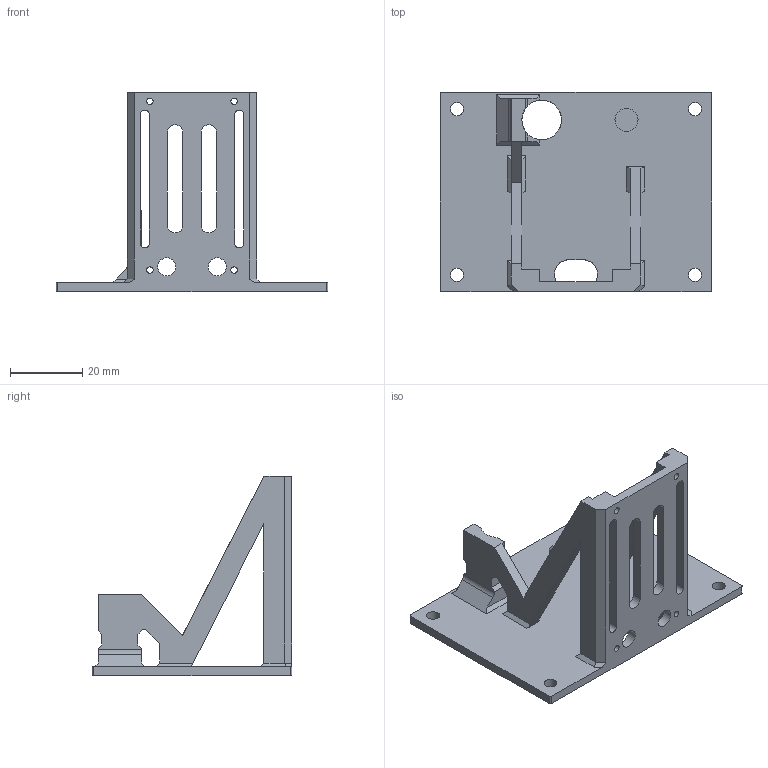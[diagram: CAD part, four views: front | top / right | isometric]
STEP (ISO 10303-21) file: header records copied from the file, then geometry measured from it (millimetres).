
FILE_DESCRIPTION(/* description */ (''),/* implementation_level */ '2;1');
FILE_NAME(/* name */ 'SR6 Tray Standard Beta1.step',/* time_stamp */ '2022-02-09T17:51:58+00:00',/* author */ (''),/* organization */ (''),/* preprocessor_version */ 'ST-DEVELOPER v18.1',/* originating_system */ 'Autodesk Translation Framework v10.13.0.1454',/* authorisation */ '');
FILE_SCHEMA (('AUTOMOTIVE_DESIGN { 1 0 10303 214 3 1 1 }'));
Length unit declared in the file: millimetre
Products named in the file (2): SR6-Beta; Tray
Assembly tree (1 placements, depth 2):
  SR6-Beta
    Tray
Bounding box: 75.4 x 55.4 x 55.3 mm (x, y, z)
Volume: 18821 mm3; surface area: 16591.2 mm2
Topology: 1 solids, 1 shells, 114 faces, 340 edges, 220 vertices
Faces by surface type: plane 77, cylinder 31, cone 4, bspline 2
Full cylindrical faces by diameter (mm): 1.8 x4, 3.6 x4, 5 x2, 6.4 x1, 11 x1
Entity records: 3944 total; most frequent: CARTESIAN_POINT 707, ORIENTED_EDGE 676, DIRECTION 640, EDGE_CURVE 338, LINE 262, VECTOR 262, VERTEX_POINT 220, AXIS2_PLACEMENT_3D 189
